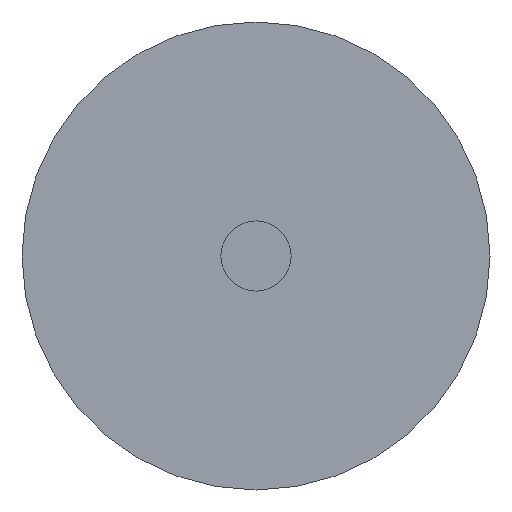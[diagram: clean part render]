
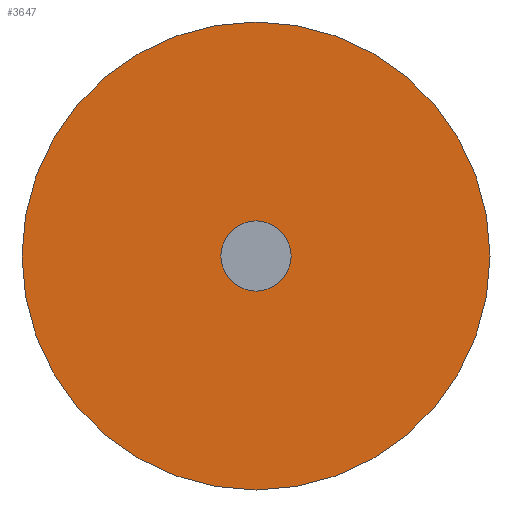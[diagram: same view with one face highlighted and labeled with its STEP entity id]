
A CAD part, front view. The second image highlights one B-rep face of the part: STEP entity #3647.
In plain terms, the highlighted planar face has unit normal (0, -1, 0).
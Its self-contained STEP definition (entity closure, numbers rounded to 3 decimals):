
#1471 = CARTESIAN_POINT ( 'NONE',  ( 0., 0., 50. ) ) ;
#1753 = CARTESIAN_POINT ( 'NONE',  ( 0., 0., 7.5 ) ) ;
#1832 = DIRECTION ( 'NONE',  ( 0., 0., -1. ) ) ;
#1833 = DIRECTION ( 'NONE',  ( 0., -1., 0. ) ) ;
#1834 = CARTESIAN_POINT ( 'NONE',  ( 0., 0., 0. ) ) ;
#1835 = AXIS2_PLACEMENT_3D ( 'NONE', #1834, #1833, #1832 ) ;
#1836 = CIRCLE ( 'NONE', #1835, 50. ) ;
#1896 = AXIS2_PLACEMENT_3D ( 'NONE', #1995, #1967, #1992 ) ;
#1930 = CARTESIAN_POINT ( 'NONE',  ( 0., 0., -50. ) ) ;
#1967 = DIRECTION ( 'NONE',  ( 0., -1., 0. ) ) ;
#1970 = CIRCLE ( 'NONE', #1896, 50. ) ;
#1992 = DIRECTION ( 'NONE',  ( 0., 0., -1. ) ) ;
#1995 = CARTESIAN_POINT ( 'NONE',  ( 0., 0., 0. ) ) ;
#2030 = AXIS2_PLACEMENT_3D ( 'NONE', #2106, #2097, #2096 ) ;
#2057 = CARTESIAN_POINT ( 'NONE',  ( 0., 0., -7.5 ) ) ;
#2068 = CIRCLE ( 'NONE', #2030, 7.5 ) ;
#2096 = DIRECTION ( 'NONE',  ( 0., 0., -1. ) ) ;
#2097 = DIRECTION ( 'NONE',  ( 0., -1., 0. ) ) ;
#2106 = CARTESIAN_POINT ( 'NONE',  ( 0., 0., 0. ) ) ;
#2281 = CIRCLE ( 'NONE', #2286, 7.5 ) ;
#2286 = AXIS2_PLACEMENT_3D ( 'NONE', #2339, #2338, #2337 ) ;
#2337 = DIRECTION ( 'NONE',  ( 0., 0., -1. ) ) ;
#2338 = DIRECTION ( 'NONE',  ( 0., -1., 0. ) ) ;
#2339 = CARTESIAN_POINT ( 'NONE',  ( 0., 0., 0. ) ) ;
#2553 = AXIS2_PLACEMENT_3D ( 'NONE', #2589, #2693, #2581 ) ;
#2581 = DIRECTION ( 'NONE',  ( 0., 0., -1. ) ) ;
#2589 = CARTESIAN_POINT ( 'NONE',  ( 0., 0., 0. ) ) ;
#2592 = FACE_OUTER_BOUND ( 'NONE', #3103, .T. ) ;
#2662 = FACE_BOUND ( 'NONE', #3512, .T. ) ;
#2664 = PLANE ( 'NONE',  #2553 ) ;
#2693 = DIRECTION ( 'NONE',  ( 0., -1., 0. ) ) ;
#3103 = EDGE_LOOP ( 'NONE', ( #3879, #3891 ) ) ;
#3142 = VERTEX_POINT ( 'NONE', #1471 ) ;
#3316 = VERTEX_POINT ( 'NONE', #1753 ) ;
#3345 = EDGE_CURVE ( 'NONE', #3373, #3142, #1836, .T. ) ;
#3373 = VERTEX_POINT ( 'NONE', #1930 ) ;
#3430 = VERTEX_POINT ( 'NONE', #2057 ) ;
#3440 = EDGE_CURVE ( 'NONE', #3316, #3430, #2068, .T. ) ;
#3512 = EDGE_LOOP ( 'NONE', ( #3658, #3642 ) ) ;
#3513 = EDGE_CURVE ( 'NONE', #3142, #3373, #1970, .T. ) ;
#3534 = EDGE_CURVE ( 'NONE', #3430, #3316, #2281, .T. ) ;
#3642 = ORIENTED_EDGE ( 'NONE', *, *, #3440, .F. ) ;
#3647 = ADVANCED_FACE ( 'NONE', ( #2662, #2592 ), #2664, .T. ) ;
#3658 = ORIENTED_EDGE ( 'NONE', *, *, #3534, .F. ) ;
#3879 = ORIENTED_EDGE ( 'NONE', *, *, #3345, .T. ) ;
#3891 = ORIENTED_EDGE ( 'NONE', *, *, #3513, .T. ) ;
